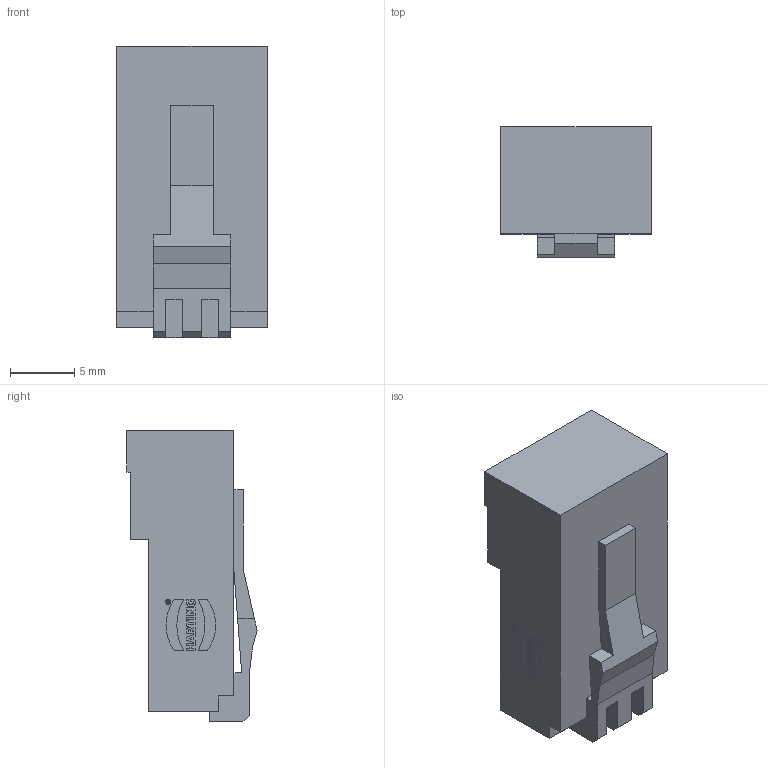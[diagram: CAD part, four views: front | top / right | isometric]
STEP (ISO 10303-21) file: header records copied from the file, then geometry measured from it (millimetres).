
FILE_DESCRIPTION(/* description */ (''),/* implementation_level */ '2;1');
FILE_NAME(/* name */ '100095620ugm000_b.stp',/* time_stamp */ '2018-04-05T13:48:04+02:00',/* author */ (''),/* organization */ (''),/* preprocessor_version */ 'ST-DEVELOPER v16',/* originating_system */ 'SIEMENS PLM Software NX 10.0',/* authorisation */ '');
FILE_SCHEMA (('AUTOMOTIVE_DESIGN { 1 0 10303 214 3 1 1 1 }'));
Length unit declared in the file: millimetre
Products named in the file (1): 100095620ugm000_b
Bounding box: 11.7 x 10.1 x 22.6 mm (x, y, z)
Volume: 1841.5 mm3; surface area: 1406.3 mm2
Topology: 1 solids, 1 shells, 88 faces, 302 edges, 231 vertices
Faces by surface type: plane 88
Entity records: 4065 total; most frequent: CARTESIAN_POINT 706, ORIENTED_EDGE 604, DIRECTION 486, EDGE_CURVE 302, LINE 290, VECTOR 290, VERTEX_POINT 230, EDGE_LOOP 104
